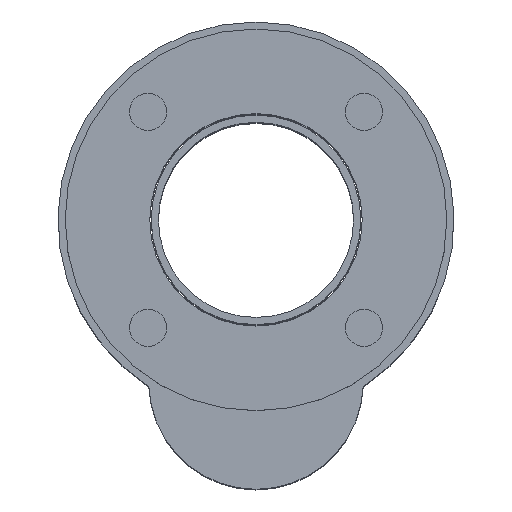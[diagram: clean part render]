
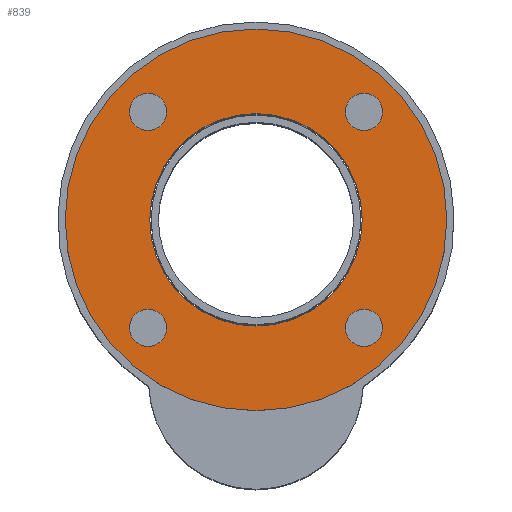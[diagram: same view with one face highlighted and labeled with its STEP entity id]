
A CAD part, top view. The second image highlights one B-rep face of the part: STEP entity #839.
In plain terms, the highlighted planar face has unit normal (0, 0, 1).
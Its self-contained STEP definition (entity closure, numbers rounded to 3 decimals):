
#114=PLANE('',#941);
#168=FACE_BOUND('',#307,.T.);
#169=FACE_BOUND('',#308,.T.);
#170=FACE_BOUND('',#309,.T.);
#171=FACE_BOUND('',#310,.T.);
#172=FACE_BOUND('',#311,.T.);
#217=FACE_OUTER_BOUND('',#306,.T.);
#306=EDGE_LOOP('',(#652));
#307=EDGE_LOOP('',(#653));
#308=EDGE_LOOP('',(#654));
#309=EDGE_LOOP('',(#655));
#310=EDGE_LOOP('',(#656));
#311=EDGE_LOOP('',(#657));
#390=CIRCLE('',#924,51.5);
#392=CIRCLE('',#927,9.);
#394=CIRCLE('',#930,9.);
#396=CIRCLE('',#933,9.);
#398=CIRCLE('',#936,9.);
#400=CIRCLE('',#939,92.5);
#448=VERTEX_POINT('',#1334);
#450=VERTEX_POINT('',#1339);
#452=VERTEX_POINT('',#1344);
#454=VERTEX_POINT('',#1349);
#456=VERTEX_POINT('',#1354);
#458=VERTEX_POINT('',#1359);
#526=EDGE_CURVE('',#448,#448,#390,.T.);
#528=EDGE_CURVE('',#450,#450,#392,.T.);
#530=EDGE_CURVE('',#452,#452,#394,.T.);
#532=EDGE_CURVE('',#454,#454,#396,.T.);
#534=EDGE_CURVE('',#456,#456,#398,.T.);
#536=EDGE_CURVE('',#458,#458,#400,.T.);
#652=ORIENTED_EDGE('',*,*,#536,.F.);
#653=ORIENTED_EDGE('',*,*,#526,.T.);
#654=ORIENTED_EDGE('',*,*,#528,.T.);
#655=ORIENTED_EDGE('',*,*,#530,.T.);
#656=ORIENTED_EDGE('',*,*,#532,.T.);
#657=ORIENTED_EDGE('',*,*,#534,.T.);
#839=ADVANCED_FACE('',(#217,#168,#169,#170,#171,#172),#114,.F.);
#924=AXIS2_PLACEMENT_3D('',#1335,#1080,#1081);
#927=AXIS2_PLACEMENT_3D('',#1340,#1086,#1087);
#930=AXIS2_PLACEMENT_3D('',#1345,#1092,#1093);
#933=AXIS2_PLACEMENT_3D('',#1350,#1098,#1099);
#936=AXIS2_PLACEMENT_3D('',#1355,#1104,#1105);
#939=AXIS2_PLACEMENT_3D('',#1360,#1110,#1111);
#941=AXIS2_PLACEMENT_3D('',#1363,#1114,#1115);
#1080=DIRECTION('center_axis',(0.,0.,-1.));
#1081=DIRECTION('ref_axis',(-1.,0.,0.));
#1086=DIRECTION('center_axis',(0.,0.,-1.));
#1087=DIRECTION('ref_axis',(-1.,0.,0.));
#1092=DIRECTION('center_axis',(0.,0.,-1.));
#1093=DIRECTION('ref_axis',(-1.,0.,0.));
#1098=DIRECTION('center_axis',(0.,0.,-1.));
#1099=DIRECTION('ref_axis',(-1.,0.,0.));
#1104=DIRECTION('center_axis',(0.,0.,-1.));
#1105=DIRECTION('ref_axis',(-1.,0.,0.));
#1110=DIRECTION('center_axis',(0.,0.,-1.));
#1111=DIRECTION('ref_axis',(-1.,0.,0.));
#1114=DIRECTION('center_axis',(0.,0.,-1.));
#1115=DIRECTION('ref_axis',(-1.,0.,0.));
#1334=CARTESIAN_POINT('',(51.5,0.,257.));
#1335=CARTESIAN_POINT('Origin',(0.,0.,257.));
#1339=CARTESIAN_POINT('',(-43.326,52.326,257.));
#1340=CARTESIAN_POINT('Origin',(-52.326,52.326,257.));
#1344=CARTESIAN_POINT('',(-43.326,-52.326,257.));
#1345=CARTESIAN_POINT('Origin',(-52.326,-52.326,257.));
#1349=CARTESIAN_POINT('',(61.326,-52.326,257.));
#1350=CARTESIAN_POINT('Origin',(52.326,-52.326,257.));
#1354=CARTESIAN_POINT('',(61.326,52.326,257.));
#1355=CARTESIAN_POINT('Origin',(52.326,52.326,257.));
#1359=CARTESIAN_POINT('',(92.5,0.,257.));
#1360=CARTESIAN_POINT('Origin',(0.,0.,257.));
#1363=CARTESIAN_POINT('Origin',(0.,0.,257.));
